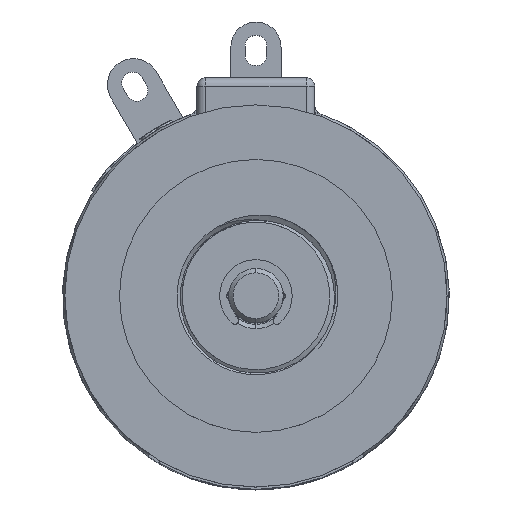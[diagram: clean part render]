
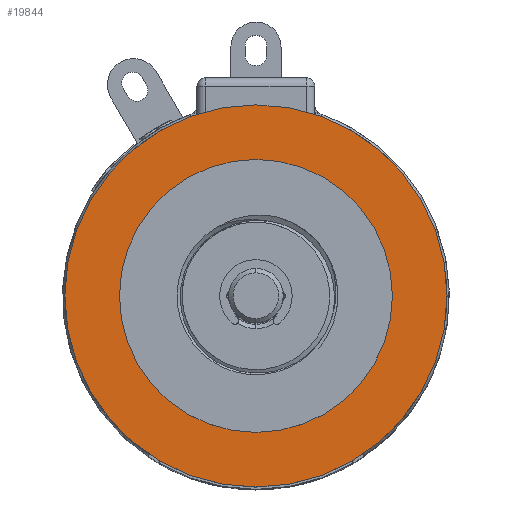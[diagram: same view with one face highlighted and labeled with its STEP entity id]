
A CAD part, top view. The second image highlights one B-rep face of the part: STEP entity #19844.
In plain terms, the highlighted planar face has unit normal (0, 0, 1).
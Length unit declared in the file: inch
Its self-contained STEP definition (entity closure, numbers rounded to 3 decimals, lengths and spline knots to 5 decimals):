
#7387=CARTESIAN_POINT('',(0.,0.,0.228));
#7388=DIRECTION('',(0.,0.,1.));
#7389=DIRECTION('',(-1.,0.,0.));
#7390=AXIS2_PLACEMENT_3D('',#7387,#7388,#7389);
#7392=CARTESIAN_POINT('',(0.,0.,0.228));
#7393=DIRECTION('',(0.,0.,-1.));
#7394=DIRECTION('',(-1.,0.,0.));
#7395=AXIS2_PLACEMENT_3D('',#7392,#7393,#7394);
#7397=CARTESIAN_POINT('',(0.,0.,0.228));
#7398=DIRECTION('',(0.,0.,-1.));
#7399=DIRECTION('',(-1.,0.,0.));
#7400=AXIS2_PLACEMENT_3D('',#7397,#7398,#7399);
#7410=CARTESIAN_POINT('',(0.,0.,0.228));
#7411=DIRECTION('',(0.,0.,1.));
#7412=DIRECTION('',(-1.,0.,0.));
#7413=AXIS2_PLACEMENT_3D('',#7410,#7411,#7412);
#9762=CARTESIAN_POINT('',(-0.4375,0.,0.228));
#9764=VERTEX_POINT('',#9762);
#9765=CARTESIAN_POINT('',(-0.31245,0.,0.228));
#9767=VERTEX_POINT('',#9765);
#9778=CARTESIAN_POINT('',(0.4375,0.,0.228));
#9780=VERTEX_POINT('',#9778);
#9781=CARTESIAN_POINT('',(0.31245,0.,0.228));
#9783=VERTEX_POINT('',#9781);
#19829=CARTESIAN_POINT('',(0.,0.,0.228));
#19830=DIRECTION('',(0.,0.,-1.));
#19831=DIRECTION('',(1.,0.,0.));
#19832=AXIS2_PLACEMENT_3D('',#19829,#19830,#19831);
#19833=PLANE('',#19832);
#19834=ORIENTED_EDGE('',*,*,#19822,.F.);
#19835=ORIENTED_EDGE('',*,*,#19811,.T.);
#19836=EDGE_LOOP('',(#19834,#19835));
#19837=FACE_OUTER_BOUND('',#19836,.F.);
#19839=ORIENTED_EDGE('',*,*,#19838,.F.);
#19841=ORIENTED_EDGE('',*,*,#19840,.T.);
#19842=EDGE_LOOP('',(#19839,#19841));
#19843=FACE_BOUND('',#19842,.F.);
#19844=ADVANCED_FACE('',(#19837,#19843),#19833,.F.);
#7391=CIRCLE('',#7390,0.4375);
#7396=CIRCLE('',#7395,0.4375);
#7401=CIRCLE('',#7400,0.31245);
#7414=CIRCLE('',#7413,0.31245);
#19811=EDGE_CURVE('',#9764,#9780,#7396,.T.);
#19822=EDGE_CURVE('',#9764,#9780,#7391,.T.);
#19838=EDGE_CURVE('',#9767,#9783,#7401,.T.);
#19840=EDGE_CURVE('',#9767,#9783,#7414,.T.);
